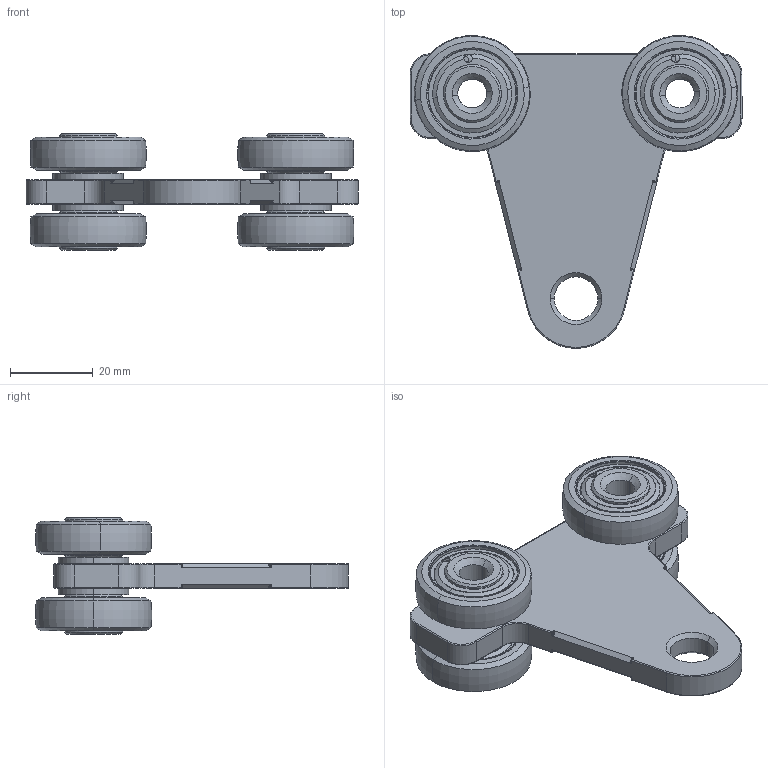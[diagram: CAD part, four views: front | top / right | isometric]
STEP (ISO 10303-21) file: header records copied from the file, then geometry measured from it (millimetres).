
FILE_DESCRIPTION (( 'STEP AP203' ), '1' );
FILE_NAME ('1.23.T10.STEP', '2018-03-09T05:54:41', ( '' ), ( '' ), 'SwSTEP 2.0', 'SolidWorks 2017', '' );
FILE_SCHEMA (( 'CONFIG_CONTROL_DESIGN' ));
Length unit declared in the file: millimetre
Products named in the file (2): 1.23.T10
Bounding box: 80 x 75.38 x 28 mm (x, y, z)
Volume: 31929.2 mm3; surface area: 25896.7 mm2
Topology: 45 solids, 45 shells, 634 faces, 1430 edges, 890 vertices
Faces by surface type: cylinder 233, plane 181, cone 132, torus 46, sphere 26, bspline 16
Entity records: 18045 total; most frequent: CARTESIAN_POINT 3656, DIRECTION 3214, ORIENTED_EDGE 2764, EDGE_CURVE 1382, AXIS2_PLACEMENT_3D 1332, VERTEX_POINT 862, EDGE_LOOP 720, CIRCLE 712
